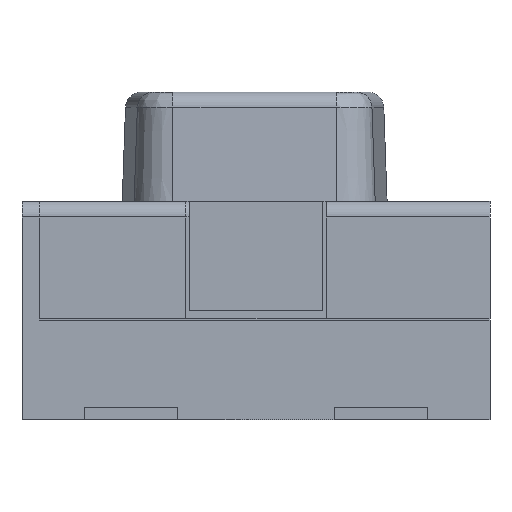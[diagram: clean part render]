
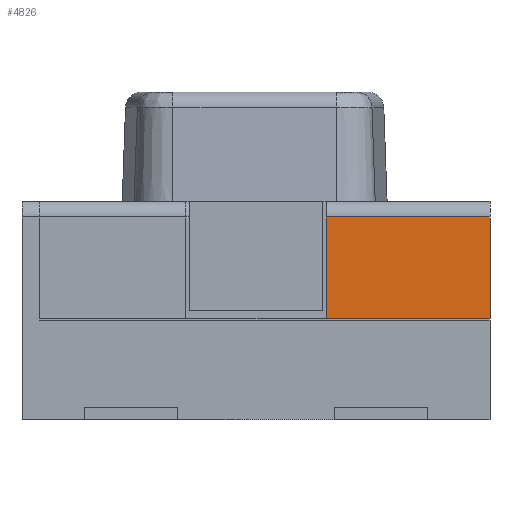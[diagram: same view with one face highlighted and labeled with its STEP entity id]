
A CAD part, left-side view. The second image highlights one B-rep face of the part: STEP entity #4826.
In plain terms, the highlighted planar face has unit normal (-1, 0, 0).
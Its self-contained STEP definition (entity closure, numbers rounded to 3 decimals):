
#461 = PLANE('',#462);
#462 = AXIS2_PLACEMENT_3D('',#463,#464,#465);
#463 = CARTESIAN_POINT('',(0.,-1.5,1.4));
#464 = DIRECTION('',(0.,-1.,0.));
#465 = DIRECTION('',(0.,0.,-1.));
#761 = PLANE('',#762);
#762 = AXIS2_PLACEMENT_3D('',#763,#764,#765);
#763 = CARTESIAN_POINT('',(-1.99,0.,1.4));
#764 = DIRECTION('',(1.,0.,0.));
#765 = DIRECTION('',(0.,0.,-1.));
#1735 = VERTEX_POINT('',#1736);
#1736 = CARTESIAN_POINT('',(-1.99,-1.5,1.3));
#1757 = CYLINDRICAL_SURFACE('',#1758,0.1);
#1758 = AXIS2_PLACEMENT_3D('',#1759,#1760,#1761);
#1759 = CARTESIAN_POINT('',(-1.89,-1.5,1.3));
#1760 = DIRECTION('',(0.,1.,0.));
#1761 = DIRECTION('',(0.,0.,1.));
#1769 = EDGE_CURVE('',#1735,#1770,#1772,.T.);
#1770 = VERTEX_POINT('',#1771);
#1771 = CARTESIAN_POINT('',(-1.99,-1.5,0.649));
#1772 = SURFACE_CURVE('',#1773,(#1777,#1784),.PCURVE_S1.);
#1773 = LINE('',#1774,#1775);
#1774 = CARTESIAN_POINT('',(-1.99,-1.5,1.4));
#1775 = VECTOR('',#1776,1.);
#1776 = DIRECTION('',(0.,0.,-1.));
#1777 = PCURVE('',#461,#1778);
#1778 = DEFINITIONAL_REPRESENTATION('',(#1779),#1783);
#1779 = LINE('',#1780,#1781);
#1780 = CARTESIAN_POINT('',(0.,-1.99));
#1781 = VECTOR('',#1782,1.);
#1782 = DIRECTION('',(1.,0.));
#1783 = ( GEOMETRIC_REPRESENTATION_CONTEXT(2) 
PARAMETRIC_REPRESENTATION_CONTEXT() REPRESENTATION_CONTEXT('2D SPACE',''
  ) );
#1784 = PCURVE('',#1785,#1790);
#1785 = PLANE('',#1786);
#1786 = AXIS2_PLACEMENT_3D('',#1787,#1788,#1789);
#1787 = CARTESIAN_POINT('',(-1.99,-0.975,1.4));
#1788 = DIRECTION('',(-1.,0.,0.));
#1789 = DIRECTION('',(0.,0.,1.));
#1790 = DEFINITIONAL_REPRESENTATION('',(#1791),#1795);
#1791 = LINE('',#1792,#1793);
#1792 = CARTESIAN_POINT('',(0.,-0.525));
#1793 = VECTOR('',#1794,1.);
#1794 = DIRECTION('',(-1.,0.));
#1795 = ( GEOMETRIC_REPRESENTATION_CONTEXT(2) 
PARAMETRIC_REPRESENTATION_CONTEXT() REPRESENTATION_CONTEXT('2D SPACE',''
  ) );
#2550 = VERTEX_POINT('',#2551);
#2551 = CARTESIAN_POINT('',(-1.99,-0.45,0.649));
#2564 = PLANE('',#2565);
#2565 = AXIS2_PLACEMENT_3D('',#2566,#2567,#2568);
#2566 = CARTESIAN_POINT('',(-1.99,0.,1.4));
#2567 = DIRECTION('',(1.,0.,0.));
#2568 = DIRECTION('',(0.,0.,-1.));
#2575 = EDGE_CURVE('',#2550,#1770,#2576,.T.);
#2576 = SURFACE_CURVE('',#2577,(#2581,#2588),.PCURVE_S1.);
#2577 = LINE('',#2578,#2579);
#2578 = CARTESIAN_POINT('',(-1.99,-0.45,0.649));
#2579 = VECTOR('',#2580,1.);
#2580 = DIRECTION('',(0.,-1.,0.));
#2581 = PCURVE('',#761,#2582);
#2582 = DEFINITIONAL_REPRESENTATION('',(#2583),#2587);
#2583 = LINE('',#2584,#2585);
#2584 = CARTESIAN_POINT('',(0.751,-0.45));
#2585 = VECTOR('',#2586,1.);
#2586 = DIRECTION('',(0.,-1.));
#2587 = ( GEOMETRIC_REPRESENTATION_CONTEXT(2) 
PARAMETRIC_REPRESENTATION_CONTEXT() REPRESENTATION_CONTEXT('2D SPACE',''
  ) );
#2588 = PCURVE('',#1785,#2589);
#2589 = DEFINITIONAL_REPRESENTATION('',(#2590),#2594);
#2590 = LINE('',#2591,#2592);
#2591 = CARTESIAN_POINT('',(-0.751,0.525));
#2592 = VECTOR('',#2593,1.);
#2593 = DIRECTION('',(0.,-1.));
#2594 = ( GEOMETRIC_REPRESENTATION_CONTEXT(2) 
PARAMETRIC_REPRESENTATION_CONTEXT() REPRESENTATION_CONTEXT('2D SPACE',''
  ) );
#4607 = VERTEX_POINT('',#4608);
#4608 = CARTESIAN_POINT('',(-1.99,-0.45,1.3));
#4639 = EDGE_CURVE('',#4607,#1735,#4640,.T.);
#4640 = SURFACE_CURVE('',#4641,(#4645,#4652),.PCURVE_S1.);
#4641 = LINE('',#4642,#4643);
#4642 = CARTESIAN_POINT('',(-1.99,-1.5,1.3));
#4643 = VECTOR('',#4644,1.);
#4644 = DIRECTION('',(-0.,-1.,-0.));
#4645 = PCURVE('',#1757,#4646);
#4646 = DEFINITIONAL_REPRESENTATION('',(#4647),#4651);
#4647 = LINE('',#4648,#4649);
#4648 = CARTESIAN_POINT('',(4.712,0.));
#4649 = VECTOR('',#4650,1.);
#4650 = DIRECTION('',(0.,-1.));
#4651 = ( GEOMETRIC_REPRESENTATION_CONTEXT(2) 
PARAMETRIC_REPRESENTATION_CONTEXT() REPRESENTATION_CONTEXT('2D SPACE',''
  ) );
#4652 = PCURVE('',#1785,#4653);
#4653 = DEFINITIONAL_REPRESENTATION('',(#4654),#4658);
#4654 = LINE('',#4655,#4656);
#4655 = CARTESIAN_POINT('',(-0.1,-0.525));
#4656 = VECTOR('',#4657,1.);
#4657 = DIRECTION('',(0.,-1.));
#4658 = ( GEOMETRIC_REPRESENTATION_CONTEXT(2) 
PARAMETRIC_REPRESENTATION_CONTEXT() REPRESENTATION_CONTEXT('2D SPACE',''
  ) );
#4826 = ADVANCED_FACE('',(#4827),#1785,.T.);
#4827 = FACE_BOUND('',#4828,.T.);
#4828 = EDGE_LOOP('',(#4829,#4850,#4851,#4852));
#4829 = ORIENTED_EDGE('',*,*,#4830,.F.);
#4830 = EDGE_CURVE('',#2550,#4607,#4831,.T.);
#4831 = SURFACE_CURVE('',#4832,(#4836,#4843),.PCURVE_S1.);
#4832 = LINE('',#4833,#4834);
#4833 = CARTESIAN_POINT('',(-1.99,-0.45,1.4));
#4834 = VECTOR('',#4835,1.);
#4835 = DIRECTION('',(0.,0.,1.));
#4836 = PCURVE('',#1785,#4837);
#4837 = DEFINITIONAL_REPRESENTATION('',(#4838),#4842);
#4838 = LINE('',#4839,#4840);
#4839 = CARTESIAN_POINT('',(0.,0.525));
#4840 = VECTOR('',#4841,1.);
#4841 = DIRECTION('',(1.,0.));
#4842 = ( GEOMETRIC_REPRESENTATION_CONTEXT(2) 
PARAMETRIC_REPRESENTATION_CONTEXT() REPRESENTATION_CONTEXT('2D SPACE',''
  ) );
#4843 = PCURVE('',#2564,#4844);
#4844 = DEFINITIONAL_REPRESENTATION('',(#4845),#4849);
#4845 = LINE('',#4846,#4847);
#4846 = CARTESIAN_POINT('',(0.,-0.45));
#4847 = VECTOR('',#4848,1.);
#4848 = DIRECTION('',(-1.,0.));
#4849 = ( GEOMETRIC_REPRESENTATION_CONTEXT(2) 
PARAMETRIC_REPRESENTATION_CONTEXT() REPRESENTATION_CONTEXT('2D SPACE',''
  ) );
#4850 = ORIENTED_EDGE('',*,*,#2575,.T.);
#4851 = ORIENTED_EDGE('',*,*,#1769,.F.);
#4852 = ORIENTED_EDGE('',*,*,#4639,.F.);
